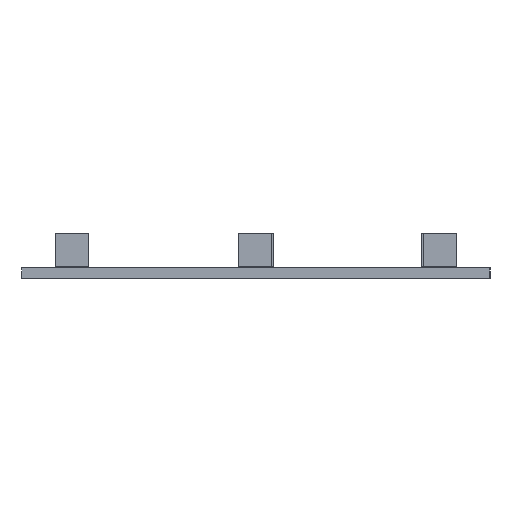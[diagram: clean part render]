
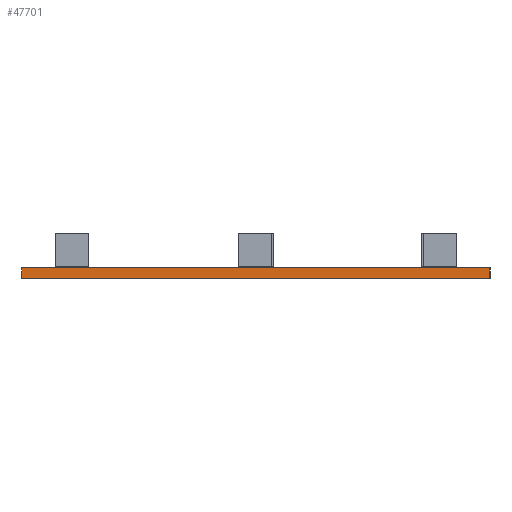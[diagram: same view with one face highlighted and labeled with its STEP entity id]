
A CAD part, left-side view. The second image highlights one B-rep face of the part: STEP entity #47701.
In plain terms, the highlighted planar face has unit normal (-1, 0, 0).
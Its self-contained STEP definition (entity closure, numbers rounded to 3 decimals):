
#45856 = VERTEX_POINT('',#45857);
#45857 = CARTESIAN_POINT('',(80.129,-160.686,0.));
#45863 = EDGE_CURVE('',#45864,#45856,#45866,.T.);
#45864 = VERTEX_POINT('',#45865);
#45865 = CARTESIAN_POINT('',(80.129,-227.618,0.));
#45866 = LINE('',#45867,#45868);
#45867 = CARTESIAN_POINT('',(80.129,-227.618,0.));
#45868 = VECTOR('',#45869,1.);
#45869 = DIRECTION('',(0.,1.,0.));
#46765 = VERTEX_POINT('',#46766);
#46766 = CARTESIAN_POINT('',(80.129,-160.686,1.51));
#46772 = EDGE_CURVE('',#46773,#46765,#46775,.T.);
#46773 = VERTEX_POINT('',#46774);
#46774 = CARTESIAN_POINT('',(80.129,-227.618,1.51));
#46775 = LINE('',#46776,#46777);
#46776 = CARTESIAN_POINT('',(80.129,-227.618,1.51));
#46777 = VECTOR('',#46778,1.);
#46778 = DIRECTION('',(0.,1.,0.));
#47671 = EDGE_CURVE('',#45856,#46765,#47672,.T.);
#47672 = LINE('',#47673,#47674);
#47673 = CARTESIAN_POINT('',(80.129,-160.686,0.));
#47674 = VECTOR('',#47675,1.);
#47675 = DIRECTION('',(0.,0.,1.));
#47701 = ADVANCED_FACE('',(#47702),#47713,.T.);
#47702 = FACE_BOUND('',#47703,.T.);
#47703 = EDGE_LOOP('',(#47704,#47710,#47711,#47712));
#47704 = ORIENTED_EDGE('',*,*,#47705,.T.);
#47705 = EDGE_CURVE('',#45864,#46773,#47706,.T.);
#47706 = LINE('',#47707,#47708);
#47707 = CARTESIAN_POINT('',(80.129,-227.618,0.));
#47708 = VECTOR('',#47709,1.);
#47709 = DIRECTION('',(0.,0.,1.));
#47710 = ORIENTED_EDGE('',*,*,#46772,.T.);
#47711 = ORIENTED_EDGE('',*,*,#47671,.F.);
#47712 = ORIENTED_EDGE('',*,*,#45863,.F.);
#47713 = PLANE('',#47714);
#47714 = AXIS2_PLACEMENT_3D('',#47715,#47716,#47717);
#47715 = CARTESIAN_POINT('',(80.129,-227.618,0.));
#47716 = DIRECTION('',(-1.,0.,0.));
#47717 = DIRECTION('',(0.,1.,0.));
